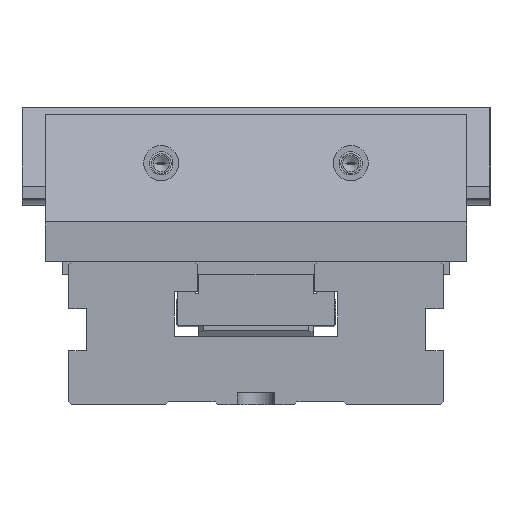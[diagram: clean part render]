
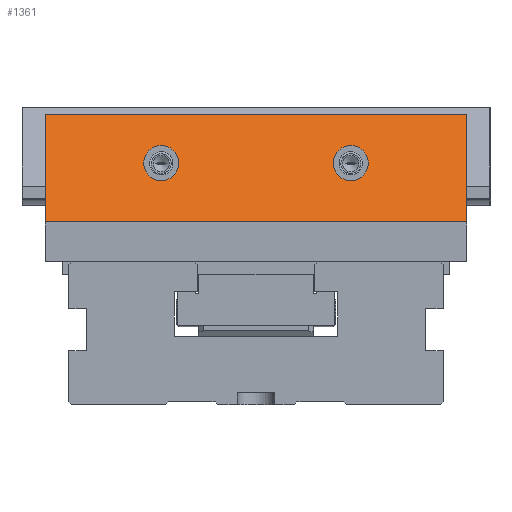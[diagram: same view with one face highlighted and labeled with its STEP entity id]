
A CAD part, left-side view. The second image highlights one B-rep face of the part: STEP entity #1361.
In plain terms, the highlighted planar face has unit normal (-0.924, 0, 0.383).
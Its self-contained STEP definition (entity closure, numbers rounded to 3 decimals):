
#182=ELLIPSE('',#8887,8.118,7.5);
#183=ELLIPSE('',#8902,8.118,7.5);
#723=FACE_BOUND('',#2598,.T.);
#724=FACE_BOUND('',#2599,.T.);
#725=FACE_BOUND('',#2600,.T.);
#1361=ADVANCED_FACE('',(#723,#724,#725),#1705,.F.);
#1705=PLANE('',#8904);
#2598=EDGE_LOOP('',(#4092,#4093,#4094,#4095));
#2599=EDGE_LOOP('',(#4096));
#2600=EDGE_LOOP('',(#4097));
#4092=ORIENTED_EDGE('',*,*,#6418,.T.);
#4093=ORIENTED_EDGE('',*,*,#6402,.T.);
#4094=ORIENTED_EDGE('',*,*,#6435,.T.);
#4095=ORIENTED_EDGE('',*,*,#6422,.T.);
#4096=ORIENTED_EDGE('',*,*,#6468,.F.);
#4097=ORIENTED_EDGE('',*,*,#6462,.F.);
#5449=VERTEX_POINT('',#13158);
#5450=VERTEX_POINT('',#13159);
#5463=VERTEX_POINT('',#13190);
#5466=VERTEX_POINT('',#13198);
#5493=VERTEX_POINT('',#13285);
#5500=VERTEX_POINT('',#13307);
#6402=EDGE_CURVE('',#5449,#5450,#7305,.T.);
#6418=EDGE_CURVE('',#5463,#5449,#7319,.T.);
#6422=EDGE_CURVE('',#5466,#5463,#7322,.T.);
#6435=EDGE_CURVE('',#5450,#5466,#7333,.T.);
#6462=EDGE_CURVE('',#5493,#5493,#182,.T.);
#6468=EDGE_CURVE('',#5500,#5500,#183,.T.);
#7305=LINE('',#13157,#8051);
#7319=LINE('',#13189,#8065);
#7322=LINE('',#13197,#8068);
#7333=LINE('',#13222,#8079);
#8051=VECTOR('',#10450,1.);
#8065=VECTOR('',#10472,1.);
#8068=VECTOR('',#10479,1.);
#8079=VECTOR('',#10498,1.);
#8887=AXIS2_PLACEMENT_3D('',#13284,#10572,#10573);
#8902=AXIS2_PLACEMENT_3D('',#13306,#10602,#10603);
#8904=AXIS2_PLACEMENT_3D('',#13309,#10606,#10607);
#10450=DIRECTION('',(0.,1.,0.));
#10472=DIRECTION('',(0.383,0.,0.924));
#10479=DIRECTION('',(0.,-1.,0.));
#10498=DIRECTION('',(-0.383,0.,-0.924));
#10572=DIRECTION('',(-0.924,0.,0.383));
#10573=DIRECTION('',(0.383,0.,0.924));
#10602=DIRECTION('',(-0.924,0.,0.383));
#10603=DIRECTION('',(0.383,0.,0.924));
#10606=DIRECTION('',(0.924,0.,-0.383));
#10607=DIRECTION('',(-0.383,0.,-0.924));
#13157=CARTESIAN_POINT('',(19.042,80.,124.4));
#13158=CARTESIAN_POINT('',(19.042,-10.,124.4));
#13159=CARTESIAN_POINT('',(19.042,170.,124.4));
#13189=CARTESIAN_POINT('',(0.589,-10.,79.853));
#13190=CARTESIAN_POINT('',(0.,-10.,78.43));
#13197=CARTESIAN_POINT('',(0.,80.,78.43));
#13198=CARTESIAN_POINT('',(0.,170.,78.43));
#13222=CARTESIAN_POINT('',(0.589,170.,79.853));
#13284=CARTESIAN_POINT('',(10.405,120.5,103.55));
#13285=CARTESIAN_POINT('',(13.512,120.5,111.05));
#13306=CARTESIAN_POINT('',(10.405,39.5,103.55));
#13307=CARTESIAN_POINT('',(13.512,39.5,111.05));
#13309=CARTESIAN_POINT('',(21.926,80.,131.363));
